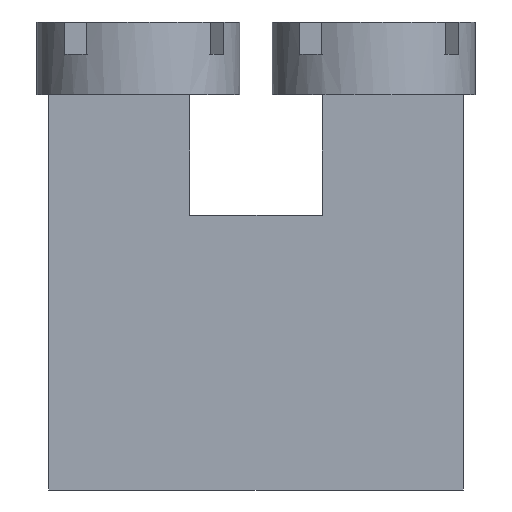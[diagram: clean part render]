
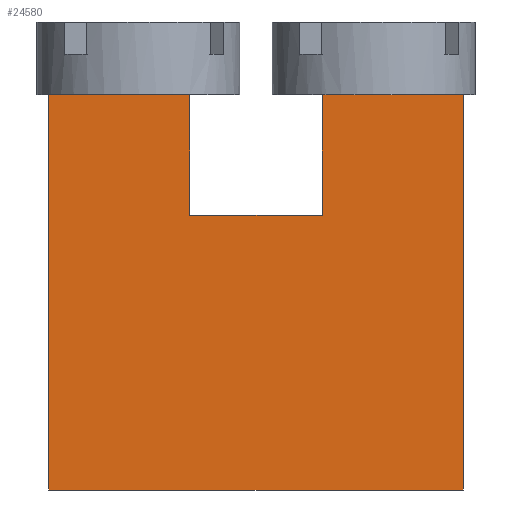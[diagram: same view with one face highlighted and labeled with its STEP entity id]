
A CAD part, front view. The second image highlights one B-rep face of the part: STEP entity #24580.
In plain terms, the highlighted face is planar.
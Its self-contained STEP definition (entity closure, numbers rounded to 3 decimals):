
#880=CARTESIAN_POINT('',(37.362,63.739,0.));
#890=VERTEX_POINT('',#880);
#980=CARTESIAN_POINT('',(37.362,61.758,0.));
#990=VERTEX_POINT('',#980);
#1020=CARTESIAN_POINT('',(37.362,0.,0.));
#1030=DIRECTION('',(0.,-1.,0.));
#1040=VECTOR('',#1030,1.);
#1050=LINE('',#1020,#1040);
#1060=EDGE_CURVE('',#890,#990,#1050,.T.);
#1220=CARTESIAN_POINT('',(37.362,74.558,0.));
#1230=VERTEX_POINT('',#1220);
#1280=CARTESIAN_POINT('',(37.362,0.,0.));
#1290=DIRECTION('',(0.,-1.,0.));
#1300=VECTOR('',#1290,1.);
#1310=LINE('',#1280,#1300);
#1320=CARTESIAN_POINT('',(37.362,81.158,0.));
#1330=VERTEX_POINT('',#1320);
#1340=EDGE_CURVE('',#1330,#1230,#1310,.T.);
#6090=CARTESIAN_POINT('',(37.362,68.358,0.));
#6100=VERTEX_POINT('',#6090);
#6110=CARTESIAN_POINT('',(37.362,68.177,0.));
#6120=VERTEX_POINT('',#6110);
#6130=EDGE_CURVE('',#6100,#6120,#1050,.T.);
#8100=CARTESIAN_POINT('',(37.362,0.,0.));
#8110=DIRECTION('',(0.,1.,0.));
#8120=VECTOR('',#8110,1.);
#8130=LINE('',#8100,#8120);
#8140=EDGE_CURVE('',#890,#6120,#8130,.T.);
#19110=CARTESIAN_POINT('',(37.362,81.158,-18.5));
#19120=VERTEX_POINT('',#19110);
#19150=CARTESIAN_POINT('',(37.362,67.858,-18.5));
#19160=DIRECTION('',(0.,-1.,0.));
#19170=VECTOR('',#19160,1.);
#19180=LINE('',#19150,#19170);
#19190=CARTESIAN_POINT('',(37.362,61.758,-18.5));
#19200=VERTEX_POINT('',#19190);
#19210=EDGE_CURVE('',#19120,#19200,#19180,.T.);
#20340=CARTESIAN_POINT('',(37.362,74.558,-5.65));
#20350=VERTEX_POINT('',#20340);
#20380=CARTESIAN_POINT('',(37.362,74.558,0.));
#20390=DIRECTION('',(0.,0.,1.));
#20400=VECTOR('',#20390,1.);
#20410=LINE('',#20380,#20400);
#20420=EDGE_CURVE('',#20350,#1230,#20410,.T.);
#21320=CARTESIAN_POINT('',(37.362,68.358,0.));
#21330=DIRECTION('',(0.,0.,1.));
#21340=VECTOR('',#21330,1.);
#21350=LINE('',#21320,#21340);
#21360=CARTESIAN_POINT('',(37.362,68.358,-5.65));
#21370=VERTEX_POINT('',#21360);
#21380=EDGE_CURVE('',#21370,#6100,#21350,.T.);
#22290=CARTESIAN_POINT('',(37.362,81.158,0.));
#22300=DIRECTION('',(0.,0.,1.));
#22310=VECTOR('',#22300,1.);
#22320=LINE('',#22290,#22310);
#22330=EDGE_CURVE('',#19120,#1330,#22320,.T.);
#22520=CARTESIAN_POINT('',(37.362,0.,-5.65));
#22530=DIRECTION('',(0.,1.,0.));
#22540=VECTOR('',#22530,1.);
#22550=LINE('',#22520,#22540);
#22560=EDGE_CURVE('',#21370,#20350,#22550,.T.);
#23940=CARTESIAN_POINT('',(37.362,61.758,0.));
#23950=DIRECTION('',(0.,0.,1.));
#23960=VECTOR('',#23950,1.);
#23970=LINE('',#23940,#23960);
#23980=EDGE_CURVE('',#19200,#990,#23970,.T.);
#24410=CARTESIAN_POINT('',(37.362,67.858,0.));
#24420=DIRECTION('',(-1.,0.,0.));
#24430=DIRECTION('',(0.,1.,0.));
#24440=AXIS2_PLACEMENT_3D('',#24410,#24420,#24430);
#24450=PLANE('',#24440);
#24460=ORIENTED_EDGE('',*,*,#22330,.F.);
#24470=ORIENTED_EDGE('',*,*,#1340,.F.);
#24480=ORIENTED_EDGE('',*,*,#20420,.T.);
#24490=ORIENTED_EDGE('',*,*,#22560,.T.);
#24500=ORIENTED_EDGE('',*,*,#21380,.F.);
#24510=ORIENTED_EDGE('',*,*,#6130,.F.);
#24520=ORIENTED_EDGE('',*,*,#8140,.T.);
#24530=ORIENTED_EDGE('',*,*,#1060,.F.);
#24540=ORIENTED_EDGE('',*,*,#23980,.T.);
#24550=ORIENTED_EDGE('',*,*,#19210,.T.);
#24560=EDGE_LOOP('',(#24550,#24540,#24530,#24520,#24510,#24500,#24490,
#24480,#24470,#24460));
#24570=FACE_OUTER_BOUND('',#24560,.T.);
#24580=ADVANCED_FACE('',(#24570),#24450,.T.);
